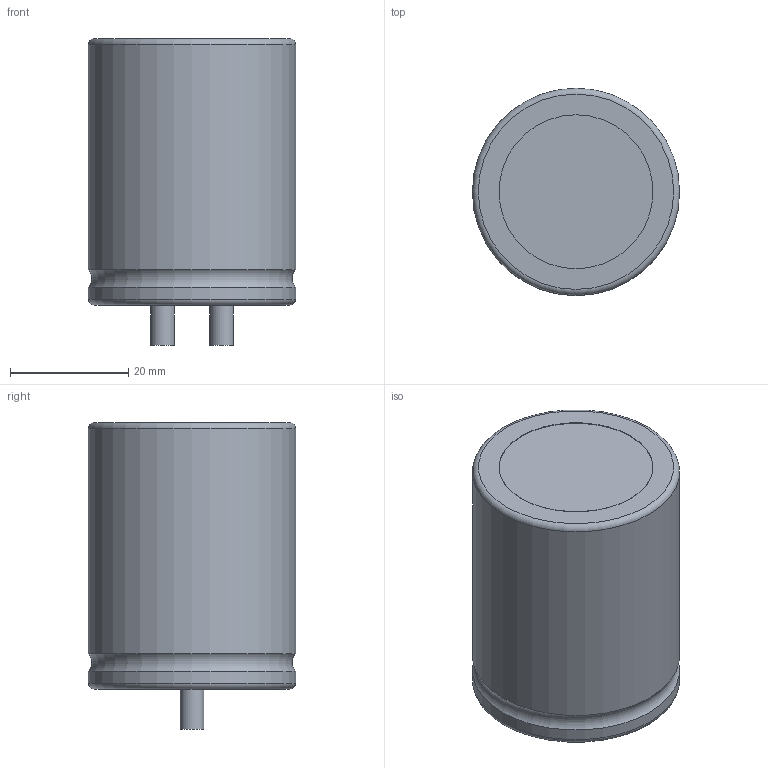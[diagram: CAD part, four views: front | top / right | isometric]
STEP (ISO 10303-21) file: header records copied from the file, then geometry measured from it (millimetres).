
FILE_DESCRIPTION(('FreeCAD Model'),'2;1');
FILE_NAME('EB35D.stp', '2017-07-28T15:28:18',('Author'),(''), 'Open CASCADE STEP processor 6.8','FreeCAD','Unknown');
FILE_SCHEMA(('AUTOMOTIVE_DESIGN_CC2 { 1 2 10303 214 -1 1 5 4 }'));
Length unit declared in the file: millimetre
Products named in the file (3): ASSEMBLY; Pad; Fillet
Assembly tree (2 placements, depth 2):
  ASSEMBLY
    Pad
    Fillet
Bounding box: 35 x 35 x 51.8 mm (x, y, z)
Volume: 42670.1 mm3; surface area: 7119.8 mm2
Topology: 3 solids, 3 shells, 17 faces, 23 edges, 14 vertices
Faces by surface type: plane 8, cylinder 6, torus 3
Full cylindrical faces by diameter (mm): 4 x2, 26 x1, 27 x1, 35 x2
Entity records: 818 total; most frequent: CARTESIAN_POINT 143, DIRECTION 116, ORIENTED_EDGE 46, PCURVE 46, DEFINITIONAL_REPRESENTATION 46, LINE 38, VECTOR 38, AXIS2_PLACEMENT_3D 37
